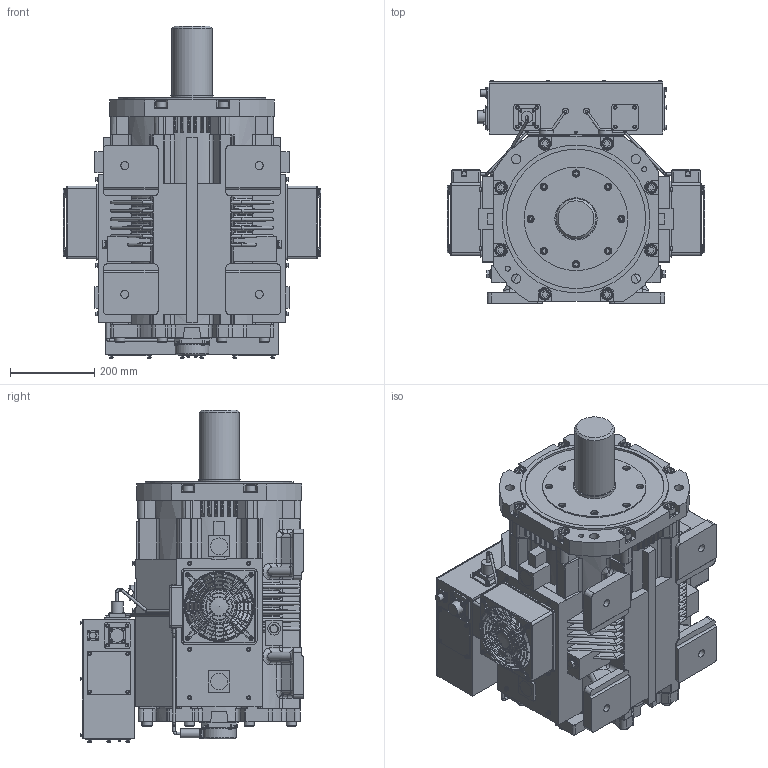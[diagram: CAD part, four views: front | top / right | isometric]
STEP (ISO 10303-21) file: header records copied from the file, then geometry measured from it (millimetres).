
FILE_DESCRIPTION(('FreeCAD Model'),'2;1');
FILE_NAME('Open CASCADE Shape Model','2025-04-17T16:40:48',('FreeCAD'),( 'FreeCAD'),'Open CASCADE STEP processor 7.6','FreeCAD','Unknown');
FILE_SCHEMA(('AUTOMOTIVE_DESIGN { 1 0 10303 214 1 1 1 1 }'));
Products named in the file (1): Open CASCADE STEP translator 7.6 1
Bounding box: 610.78 x 528.9 x 786.3 mm (x, y, z)
Volume: 93884419.3 mm3; surface area: 3124769.1 mm2
Topology: 35 solids, 35 shells, 3650 faces, 9096 edges, 5882 vertices
Faces by surface type: plane 2180, cylinder 1072, cone 169, torus 102, bspline 80, sphere 34, revolution 13
Full cylindrical faces by diameter (mm): 2.293 x8, 4.647 x8, 5.5 x30, 6 x8, 6.75 x4, 6.8 x7, 7 x18, 7.6 x4, 8 x8, 8.5 x54, 9.2 x14, 10 x14, 12 x2, 13 x8, 14 x2, 15.3 x8, 15.875 x1, 17 x8, 18.2 x1, 18.4 x2, 19 x4, 20 x2, 21.4 x1, 22 x4, 24 x16, 28 x17, 30 x10, 31.8 x1, 35 x2, 37 x4
Entity records: 142675 total; most frequent: CARTESIAN_POINT 57802, ORIENTED_EDGE 18168, DIRECTION 16656, EDGE_CURVE 9084, VERTEX_POINT 5882, AXIS2_PLACEMENT_3D 5788, LINE 5067, VECTOR 5067
